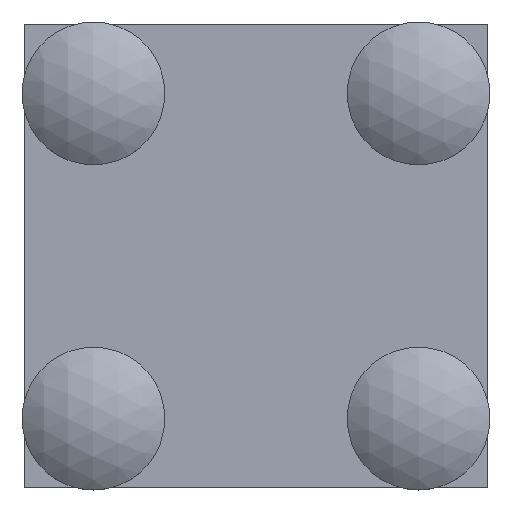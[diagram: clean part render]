
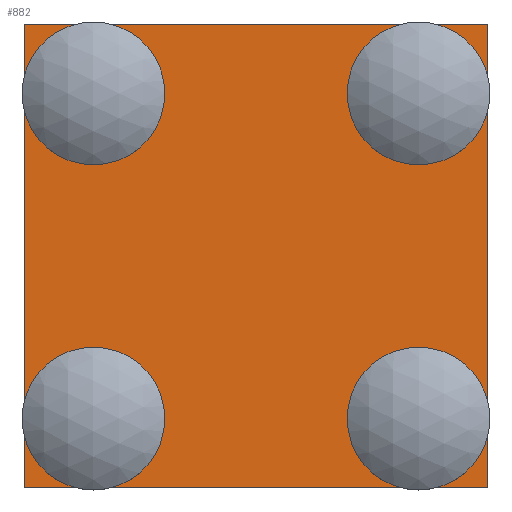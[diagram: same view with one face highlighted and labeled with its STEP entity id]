
A CAD part, top view. The second image highlights one B-rep face of the part: STEP entity #882.
In plain terms, the highlighted face is planar.
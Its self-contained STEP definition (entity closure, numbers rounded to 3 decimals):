
#112=FACE_BOUND('',#193,.T.);
#113=FACE_BOUND('',#194,.T.);
#114=FACE_BOUND('',#195,.T.);
#115=FACE_BOUND('',#196,.T.);
#143=FACE_OUTER_BOUND('',#192,.T.);
#192=EDGE_LOOP('',(#670,#671,#672,#673));
#193=EDGE_LOOP('',(#674,#675,#676,#677));
#194=EDGE_LOOP('',(#678,#679,#680,#681));
#195=EDGE_LOOP('',(#682,#683,#684,#685));
#196=EDGE_LOOP('',(#686,#687,#688,#689));
#232=LINE('',#1317,#314);
#236=LINE('',#1325,#318);
#239=LINE('',#1331,#321);
#242=LINE('',#1336,#324);
#244=LINE('',#1341,#326);
#248=LINE('',#1349,#330);
#251=LINE('',#1355,#333);
#254=LINE('',#1360,#336);
#256=LINE('',#1365,#338);
#260=LINE('',#1373,#342);
#263=LINE('',#1379,#345);
#266=LINE('',#1384,#348);
#268=LINE('',#1389,#350);
#272=LINE('',#1397,#354);
#275=LINE('',#1403,#357);
#278=LINE('',#1408,#360);
#282=LINE('',#1417,#364);
#286=LINE('',#1424,#368);
#289=LINE('',#1430,#371);
#291=LINE('',#1433,#373);
#314=VECTOR('',#1078,10.);
#318=VECTOR('',#1084,10.);
#321=VECTOR('',#1089,10.);
#324=VECTOR('',#1094,10.);
#326=VECTOR('',#1098,10.);
#330=VECTOR('',#1104,10.);
#333=VECTOR('',#1109,10.);
#336=VECTOR('',#1114,10.);
#338=VECTOR('',#1118,10.);
#342=VECTOR('',#1124,10.);
#345=VECTOR('',#1129,10.);
#348=VECTOR('',#1134,10.);
#350=VECTOR('',#1138,10.);
#354=VECTOR('',#1144,10.);
#357=VECTOR('',#1149,10.);
#360=VECTOR('',#1154,10.);
#364=VECTOR('',#1160,10.);
#368=VECTOR('',#1166,10.);
#371=VECTOR('',#1171,10.);
#373=VECTOR('',#1175,10.);
#396=VERTEX_POINT('',#1315);
#397=VERTEX_POINT('',#1316);
#400=VERTEX_POINT('',#1324);
#402=VERTEX_POINT('',#1330);
#404=VERTEX_POINT('',#1339);
#405=VERTEX_POINT('',#1340);
#408=VERTEX_POINT('',#1348);
#410=VERTEX_POINT('',#1354);
#412=VERTEX_POINT('',#1363);
#413=VERTEX_POINT('',#1364);
#416=VERTEX_POINT('',#1372);
#418=VERTEX_POINT('',#1378);
#420=VERTEX_POINT('',#1387);
#421=VERTEX_POINT('',#1388);
#424=VERTEX_POINT('',#1396);
#426=VERTEX_POINT('',#1402);
#430=VERTEX_POINT('',#1414);
#431=VERTEX_POINT('',#1416);
#433=VERTEX_POINT('',#1422);
#435=VERTEX_POINT('',#1428);
#472=EDGE_CURVE('',#396,#397,#232,.T.);
#476=EDGE_CURVE('',#397,#400,#236,.T.);
#479=EDGE_CURVE('',#400,#402,#239,.T.);
#482=EDGE_CURVE('',#402,#396,#242,.T.);
#484=EDGE_CURVE('',#404,#405,#244,.T.);
#488=EDGE_CURVE('',#405,#408,#248,.T.);
#491=EDGE_CURVE('',#408,#410,#251,.T.);
#494=EDGE_CURVE('',#410,#404,#254,.T.);
#496=EDGE_CURVE('',#412,#413,#256,.T.);
#500=EDGE_CURVE('',#413,#416,#260,.T.);
#503=EDGE_CURVE('',#416,#418,#263,.T.);
#506=EDGE_CURVE('',#418,#412,#266,.T.);
#508=EDGE_CURVE('',#420,#421,#268,.T.);
#512=EDGE_CURVE('',#421,#424,#272,.T.);
#515=EDGE_CURVE('',#424,#426,#275,.T.);
#518=EDGE_CURVE('',#426,#420,#278,.T.);
#522=EDGE_CURVE('',#430,#431,#282,.T.);
#526=EDGE_CURVE('',#433,#430,#286,.T.);
#529=EDGE_CURVE('',#435,#433,#289,.T.);
#531=EDGE_CURVE('',#431,#435,#291,.T.);
#670=ORIENTED_EDGE('',*,*,#531,.F.);
#671=ORIENTED_EDGE('',*,*,#522,.F.);
#672=ORIENTED_EDGE('',*,*,#526,.F.);
#673=ORIENTED_EDGE('',*,*,#529,.F.);
#674=ORIENTED_EDGE('',*,*,#472,.T.);
#675=ORIENTED_EDGE('',*,*,#476,.T.);
#676=ORIENTED_EDGE('',*,*,#479,.T.);
#677=ORIENTED_EDGE('',*,*,#482,.T.);
#678=ORIENTED_EDGE('',*,*,#484,.T.);
#679=ORIENTED_EDGE('',*,*,#488,.T.);
#680=ORIENTED_EDGE('',*,*,#491,.T.);
#681=ORIENTED_EDGE('',*,*,#494,.T.);
#682=ORIENTED_EDGE('',*,*,#496,.T.);
#683=ORIENTED_EDGE('',*,*,#500,.T.);
#684=ORIENTED_EDGE('',*,*,#503,.T.);
#685=ORIENTED_EDGE('',*,*,#506,.T.);
#686=ORIENTED_EDGE('',*,*,#515,.T.);
#687=ORIENTED_EDGE('',*,*,#518,.T.);
#688=ORIENTED_EDGE('',*,*,#508,.T.);
#689=ORIENTED_EDGE('',*,*,#512,.T.);
#846=PLANE('',#1015);
#882=ADVANCED_FACE('',(#143,#112,#113,#114,#115),#846,.F.);
#1015=AXIS2_PLACEMENT_3D('',#1434,#1176,#1177);
#1078=DIRECTION('',(0.,0.,1.));
#1084=DIRECTION('',(1.,0.,0.));
#1089=DIRECTION('',(0.,0.,-1.));
#1094=DIRECTION('',(-1.,0.,0.));
#1098=DIRECTION('',(0.,0.,1.));
#1104=DIRECTION('',(1.,0.,0.));
#1109=DIRECTION('',(0.,0.,-1.));
#1114=DIRECTION('',(-1.,0.,0.));
#1118=DIRECTION('',(0.,0.,1.));
#1124=DIRECTION('',(1.,0.,0.));
#1129=DIRECTION('',(0.,0.,-1.));
#1134=DIRECTION('',(-1.,0.,0.));
#1138=DIRECTION('',(0.,0.,1.));
#1144=DIRECTION('',(1.,0.,0.));
#1149=DIRECTION('',(0.,0.,-1.));
#1154=DIRECTION('',(-1.,0.,0.));
#1160=DIRECTION('',(0.,0.,1.));
#1166=DIRECTION('',(-1.,0.,0.));
#1171=DIRECTION('',(0.,0.,-1.));
#1175=DIRECTION('',(1.,0.,0.));
#1176=DIRECTION('center_axis',(0.,1.,0.));
#1177=DIRECTION('ref_axis',(0.,0.,1.));
#1315=CARTESIAN_POINT('',(6.,0.,-61.));
#1316=CARTESIAN_POINT('',(6.,0.,-53.));
#1317=CARTESIAN_POINT('',(6.,0.,-43.25));
#1324=CARTESIAN_POINT('',(14.,0.,-53.));
#1325=CARTESIAN_POINT('',(23.75,0.,-53.));
#1330=CARTESIAN_POINT('',(14.,0.,-61.));
#1331=CARTESIAN_POINT('',(14.,0.,-47.25));
#1336=CARTESIAN_POINT('',(19.75,0.,-61.));
#1339=CARTESIAN_POINT('',(53.,0.,-14.));
#1340=CARTESIAN_POINT('',(53.,0.,-6.));
#1341=CARTESIAN_POINT('',(53.,0.,-19.75));
#1348=CARTESIAN_POINT('',(61.,0.,-6.));
#1349=CARTESIAN_POINT('',(47.25,0.,-6.));
#1354=CARTESIAN_POINT('',(61.,0.,-14.));
#1355=CARTESIAN_POINT('',(61.,0.,-23.75));
#1360=CARTESIAN_POINT('',(43.25,0.,-14.));
#1363=CARTESIAN_POINT('',(53.,0.,-61.));
#1364=CARTESIAN_POINT('',(53.,0.,-53.));
#1365=CARTESIAN_POINT('',(53.,0.,-43.25));
#1372=CARTESIAN_POINT('',(61.,0.,-53.));
#1373=CARTESIAN_POINT('',(47.25,0.,-53.));
#1378=CARTESIAN_POINT('',(61.,0.,-61.));
#1379=CARTESIAN_POINT('',(61.,0.,-47.25));
#1384=CARTESIAN_POINT('',(43.25,0.,-61.));
#1387=CARTESIAN_POINT('',(6.,0.,-14.));
#1388=CARTESIAN_POINT('',(6.,0.,-6.));
#1389=CARTESIAN_POINT('',(6.,0.,-19.75));
#1396=CARTESIAN_POINT('',(14.,0.,-6.));
#1397=CARTESIAN_POINT('',(23.75,0.,-6.));
#1402=CARTESIAN_POINT('',(14.,0.,-14.));
#1403=CARTESIAN_POINT('',(14.,0.,-23.75));
#1408=CARTESIAN_POINT('',(19.75,0.,-14.));
#1414=CARTESIAN_POINT('',(0.,0.,-67.));
#1416=CARTESIAN_POINT('',(0.,0.,0.));
#1417=CARTESIAN_POINT('',(0.,0.,-67.));
#1422=CARTESIAN_POINT('',(67.,0.,-67.));
#1424=CARTESIAN_POINT('',(67.,0.,-67.));
#1428=CARTESIAN_POINT('',(67.,0.,0.));
#1430=CARTESIAN_POINT('',(67.,0.,0.));
#1433=CARTESIAN_POINT('',(0.,0.,0.));
#1434=CARTESIAN_POINT('Origin',(33.5,0.,-33.5));
